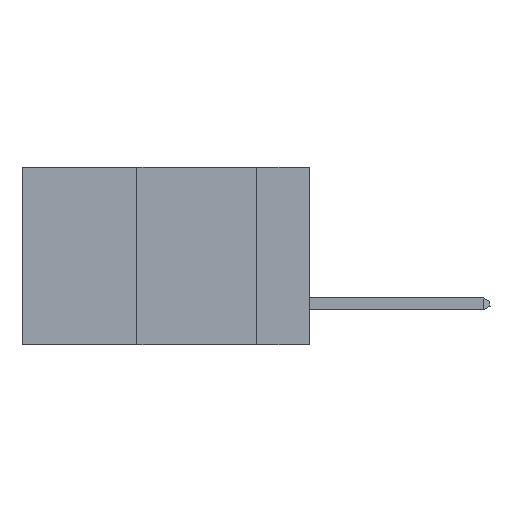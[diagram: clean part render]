
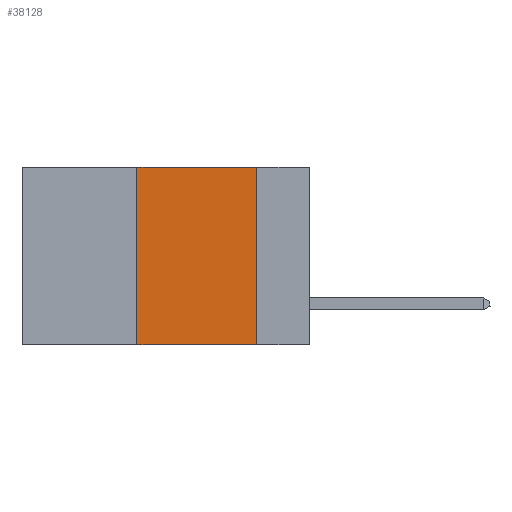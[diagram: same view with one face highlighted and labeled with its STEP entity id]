
A CAD part, left-side view. The second image highlights one B-rep face of the part: STEP entity #38128.
In plain terms, the highlighted planar face has unit normal (-1, 0, 0).
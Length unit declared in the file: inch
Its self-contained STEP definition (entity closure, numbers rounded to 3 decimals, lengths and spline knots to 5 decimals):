
#102 = CARTESIAN_POINT ( 'NONE',  ( 0., 0.36, -0.37 ) ) ;
#376 = VERTEX_POINT ( 'NONE', #30787 ) ;
#508 = ORIENTED_EDGE ( 'NONE', *, *, #28073, .F. ) ;
#889 = PLANE ( 'NONE',  #6836 ) ;
#1168 = DIRECTION ( 'NONE',  ( 0., 0., -1. ) ) ;
#2276 = EDGE_CURVE ( 'NONE', #4616, #376, #15068, .T. ) ;
#3117 = VERTEX_POINT ( 'NONE', #30390 ) ;
#3876 = CARTESIAN_POINT ( 'NONE',  ( 0., 0.6, 0. ) ) ;
#4616 = VERTEX_POINT ( 'NONE', #102 ) ;
#6836 = AXIS2_PLACEMENT_3D ( 'NONE', #9072, #24002, #1168 ) ;
#7152 = VECTOR ( 'NONE', #47766, 39.37008 ) ;
#7992 = DIRECTION ( 'NONE',  ( 0., 0., -1. ) ) ;
#9072 = CARTESIAN_POINT ( 'NONE',  ( 0., 0.6, 0. ) ) ;
#9712 = CARTESIAN_POINT ( 'NONE',  ( 0., 0.36, 0. ) ) ;
#10601 = ORIENTED_EDGE ( 'NONE', *, *, #2276, .T. ) ;
#10909 = VECTOR ( 'NONE', #28505, 39.37008 ) ;
#12557 = EDGE_CURVE ( 'NONE', #4616, #3117, #37799, .T. ) ;
#15068 = LINE ( 'NONE', #20412, #10909 ) ;
#15498 = EDGE_LOOP ( 'NONE', ( #508, #33916, #30103, #10601 ) ) ;
#15702 = EDGE_CURVE ( 'NONE', #3117, #23986, #46996, .T. ) ;
#20328 = CARTESIAN_POINT ( 'NONE',  ( 0., 0.11, 0. ) ) ;
#20412 = CARTESIAN_POINT ( 'NONE',  ( 0., 0.6, -0.37 ) ) ;
#23986 = VERTEX_POINT ( 'NONE', #20328 ) ;
#24002 = DIRECTION ( 'NONE',  ( 1., 0., 0. ) ) ;
#28073 = EDGE_CURVE ( 'NONE', #23986, #376, #38682, .T. ) ;
#28505 = DIRECTION ( 'NONE',  ( 0., -1., 0. ) ) ;
#30103 = ORIENTED_EDGE ( 'NONE', *, *, #12557, .F. ) ;
#30390 = CARTESIAN_POINT ( 'NONE',  ( 0., 0.36, 0. ) ) ;
#30787 = CARTESIAN_POINT ( 'NONE',  ( 0., 0.11, -0.37 ) ) ;
#31175 = CARTESIAN_POINT ( 'NONE',  ( 0., 0.11, 0. ) ) ;
#33916 = ORIENTED_EDGE ( 'NONE', *, *, #15702, .F. ) ;
#37799 = LINE ( 'NONE', #9712, #7152 ) ;
#38128 = ADVANCED_FACE ( 'NONE', ( #40576 ), #889, .F. ) ;
#38682 = LINE ( 'NONE', #31175, #43369 ) ;
#40576 = FACE_OUTER_BOUND ( 'NONE', #15498, .T. ) ;
#41749 = VECTOR ( 'NONE', #49498, 39.37008 ) ;
#43369 = VECTOR ( 'NONE', #7992, 39.37008 ) ;
#46996 = LINE ( 'NONE', #3876, #41749 ) ;
#47766 = DIRECTION ( 'NONE',  ( 0., 0., 1. ) ) ;
#49498 = DIRECTION ( 'NONE',  ( 0., -1., 0. ) ) ;
